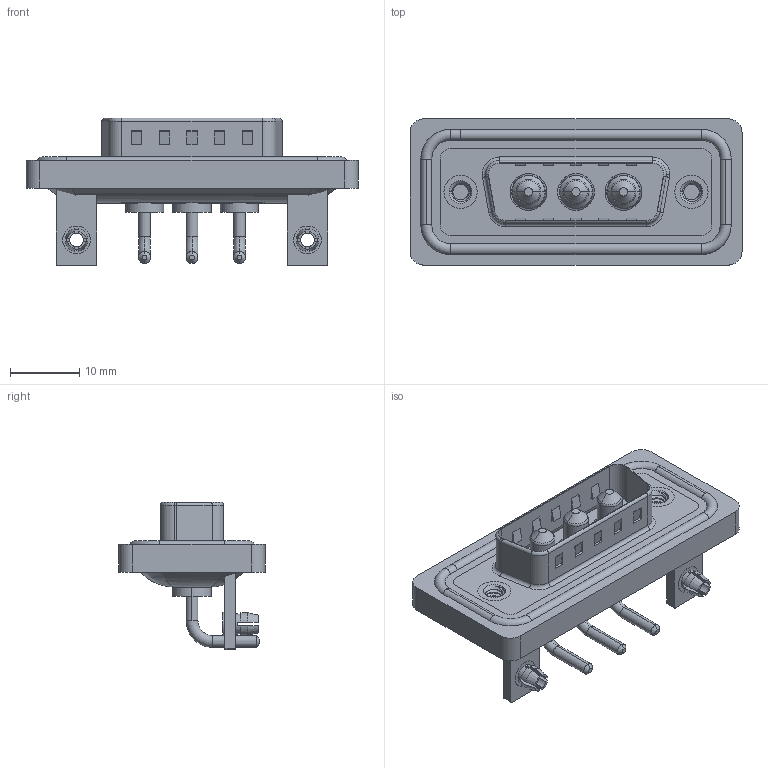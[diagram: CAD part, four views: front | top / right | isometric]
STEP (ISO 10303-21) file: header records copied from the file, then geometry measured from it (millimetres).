
FILE_DESCRIPTION (( 'STEP AP203' ), '1' );
FILE_NAME ('629W3W3-340-1N3.STEP', '2024-04-11T13:03:40', ( '' ), ( '' ), 'SwSTEP 2.0', 'SolidWorks 2023', '' );
FILE_SCHEMA (( 'CONFIG_CONTROL_DESIGN' ));
Length unit declared in the file: millimetre
Products named in the file (9): 629Combo Shell Rear_15 Contacts; 629Combo Board Lock; 629Combo Stabilizer Bracket; 629Combo Shell Front_15 Contacts; 629Combo Waterproof Housing_15 Contacts; Power Pin_10A RA; 629Combo Housing_3W3; 629Combo Threaded Rivet_3; 629W3W3-340-1N3
Assembly tree (13 placements, depth 2):
  629W3W3-340-1N3
    629Combo Housing_3W3
    629Combo Shell Rear_15 Contacts
    629Combo Shell Front_15 Contacts
    629Combo Waterproof Housing_15 Contacts
    629Combo Threaded Rivet_3  x2
    629Combo Stabilizer Bracket  x2
    629Combo Board Lock  x2
    Power Pin_10A RA  x3
Bounding box: 47.9 x 21.1 x 21.3 mm (x, y, z)
Volume: 5918.1 mm3; surface area: 9680.6 mm2
Topology: 17 solids, 17 shells, 708 faces, 1755 edges, 1107 vertices
Faces by surface type: cylinder 297, plane 275, torus 76, cone 47, bspline 13
Entity records: 18834 total; most frequent: CARTESIAN_POINT 4625, DIRECTION 2884, ORIENTED_EDGE 2666, EDGE_CURVE 1333, AXIS2_PLACEMENT_3D 1083, VERTEX_POINT 844, VECTOR 718, LINE 718
